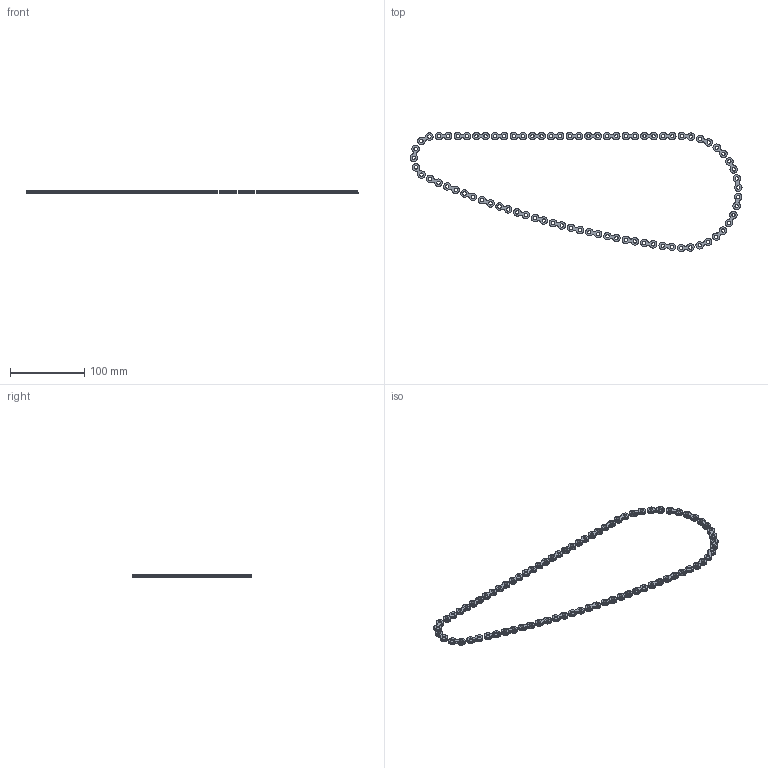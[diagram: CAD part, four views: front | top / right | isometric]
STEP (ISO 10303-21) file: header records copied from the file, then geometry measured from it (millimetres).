
FILE_DESCRIPTION (( 'STEP AP203' ), '1' );
FILE_NAME ('chain.STEP', '2020-11-25T17:00:10', ( '' ), ( '' ), 'SwSTEP 2.0', 'SolidWorks 2019', '' );
FILE_SCHEMA (( 'CONFIG_CONTROL_DESIGN' ));
Length unit declared in the file: millimetre
Products named in the file (1): chain
Bounding box: 445.78 x 160.46 x 4 mm (x, y, z)
Volume: 19826.7 mm3; surface area: 27317.2 mm2
Topology: 40 solids, 40 shells, 880 faces, 2160 edges, 1440 vertices
Faces by surface type: cylinder 720, plane 160
Entity records: 27283 total; most frequent: DIRECTION 5362, CARTESIAN_POINT 4481, ORIENTED_EDGE 4320, AXIS2_PLACEMENT_3D 2321, EDGE_CURVE 2160, VERTEX_POINT 1440, CIRCLE 1440, EDGE_LOOP 1200
